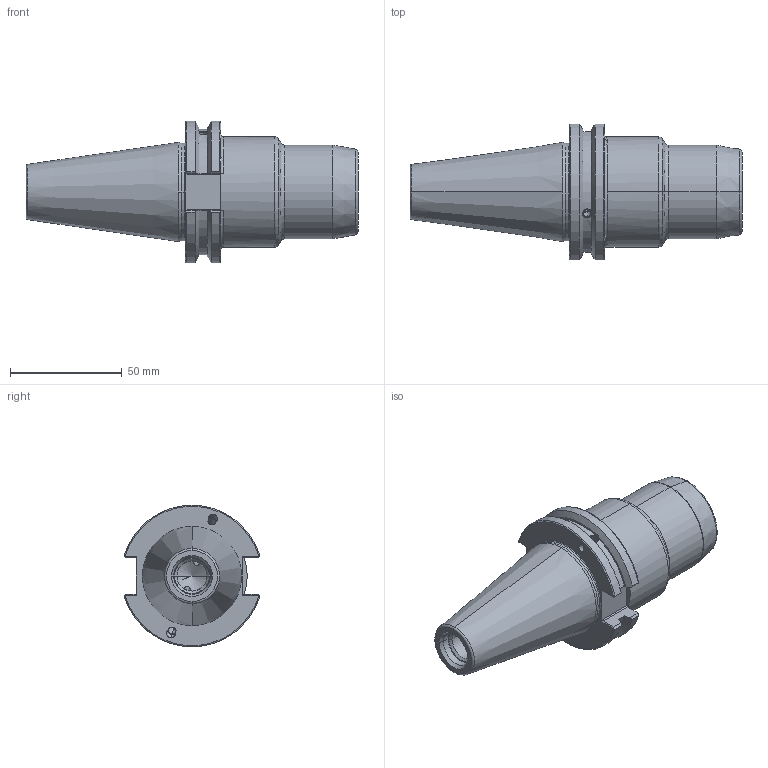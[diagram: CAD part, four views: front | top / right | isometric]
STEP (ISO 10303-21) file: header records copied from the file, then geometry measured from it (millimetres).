
FILE_DESCRIPTION((''),'2;1');
FILE_NAME('CAT40ADB-HC20-80_5-154200','2018-07-06T',('user'),(''),'PRO/ENGINEER BY PARAMETRIC TECHNOLOGY CORPORATION, 2015200','PRO/ENGINEER BY PARAMETRIC TECHNOLOGY CORPORATION, 2015200','');
FILE_SCHEMA(('CONFIG_CONTROL_DESIGN'));
Length unit declared in the file: millimetre
Products named in the file (1): CAT40ADB-HC20-80_5-154200
Bounding box: 148.75 x 60.84 x 63.27 mm (x, y, z)
Volume: 185063.3 mm3; surface area: 33796.1 mm2
Topology: 1 solids, 6 shells, 165 faces, 452 edges, 288 vertices
Faces by surface type: cylinder 58, plane 57, cone 24, torus 22, bspline 4
Entity records: 5750 total; most frequent: CARTESIAN_POINT 1648, ORIENTED_EDGE 848, DIRECTION 829, EDGE_CURVE 444, AXIS2_PLACEMENT_3D 326, VERTEX_POINT 288, EDGE_LOOP 180, VECTOR 177
